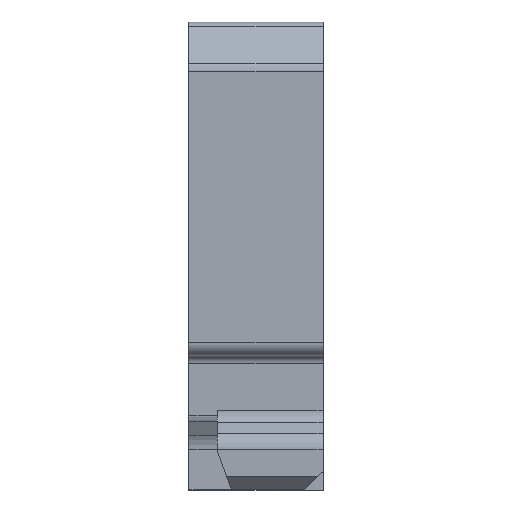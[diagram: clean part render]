
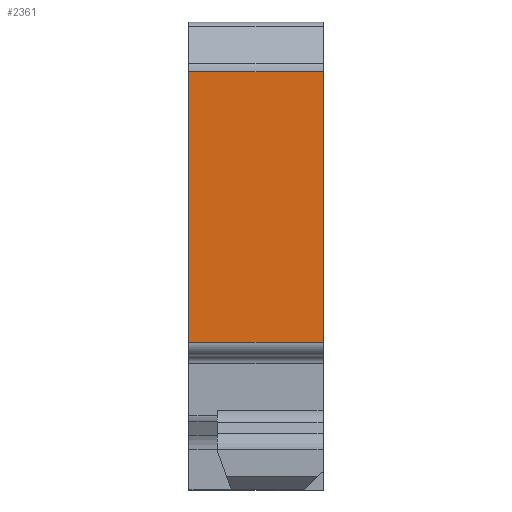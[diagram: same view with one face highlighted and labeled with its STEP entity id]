
A CAD part, front view. The second image highlights one B-rep face of the part: STEP entity #2361.
In plain terms, the highlighted planar face has unit normal (0, -1, 0).
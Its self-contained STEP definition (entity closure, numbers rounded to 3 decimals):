
#2348=AXIS2_PLACEMENT_3D('Plane Axis2P3D',#2345,#2346,#2347) ;
#401=CARTESIAN_POINT('Vertex',(5.,0.,15.592)) ;
#404=CARTESIAN_POINT('Line Origine',(5.,0.,10.546)) ;
#408=CARTESIAN_POINT('Vertex',(5.,0.,5.5)) ;
#577=CARTESIAN_POINT('Vertex',(0.,0.,5.5)) ;
#580=CARTESIAN_POINT('Line Origine',(0.,0.,10.546)) ;
#584=CARTESIAN_POINT('Vertex',(0.,0.,15.592)) ;
#2333=CARTESIAN_POINT('Line Origine',(2.5,0.,15.592)) ;
#2345=CARTESIAN_POINT('Axis2P3D Location',(0.,0.,15.592)) ;
#2350=CARTESIAN_POINT('Line Origine',(2.5,0.,5.5)) ;
#405=DIRECTION('Vector Direction',(0.,0.,-1.)) ;
#581=DIRECTION('Vector Direction',(0.,0.,-1.)) ;
#2334=DIRECTION('Vector Direction',(-1.,0.,0.)) ;
#2346=DIRECTION('Axis2P3D Direction',(0.,-1.,0.)) ;
#2347=DIRECTION('Axis2P3D XDirection',(0.,0.,-1.)) ;
#2351=DIRECTION('Vector Direction',(-1.,0.,0.)) ;
#406=VECTOR('Line Direction',#405,1.) ;
#582=VECTOR('Line Direction',#581,1.) ;
#2335=VECTOR('Line Direction',#2334,1.) ;
#2352=VECTOR('Line Direction',#2351,1.) ;
#2356=ORIENTED_EDGE('',*,*,#410,.T.) ;
#2357=ORIENTED_EDGE('',*,*,#2337,.F.) ;
#2358=ORIENTED_EDGE('',*,*,#586,.F.) ;
#2359=ORIENTED_EDGE('',*,*,#2354,.T.) ;
#2361=ADVANCED_FACE('K\X2\00F6\X0\rper.3',(#2360),#2349,.T.) ;
#410=EDGE_CURVE('',#409,#402,#407,.F.) ;
#586=EDGE_CURVE('',#578,#585,#583,.F.) ;
#2337=EDGE_CURVE('',#585,#402,#2336,.F.) ;
#2354=EDGE_CURVE('',#578,#409,#2353,.F.) ;
#2355=EDGE_LOOP('',(#2356,#2357,#2358,#2359)) ;
#2360=FACE_OUTER_BOUND('',#2355,.T.) ;
#407=LINE('Line',#404,#406) ;
#583=LINE('Line',#580,#582) ;
#2336=LINE('Line',#2333,#2335) ;
#2353=LINE('Line',#2350,#2352) ;
#2349=PLANE('',#2348) ;
#402=VERTEX_POINT('',#401) ;
#409=VERTEX_POINT('',#408) ;
#578=VERTEX_POINT('',#577) ;
#585=VERTEX_POINT('',#584) ;
